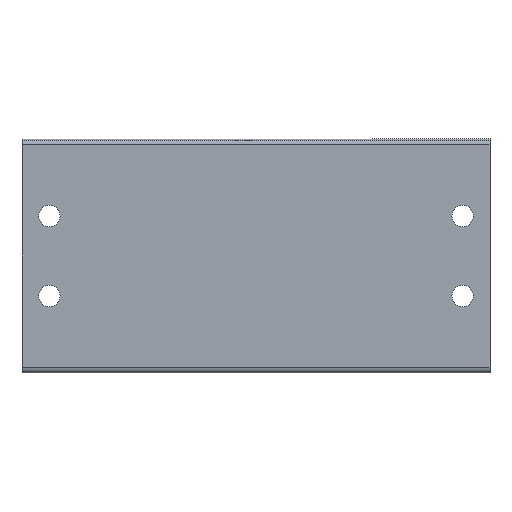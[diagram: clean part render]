
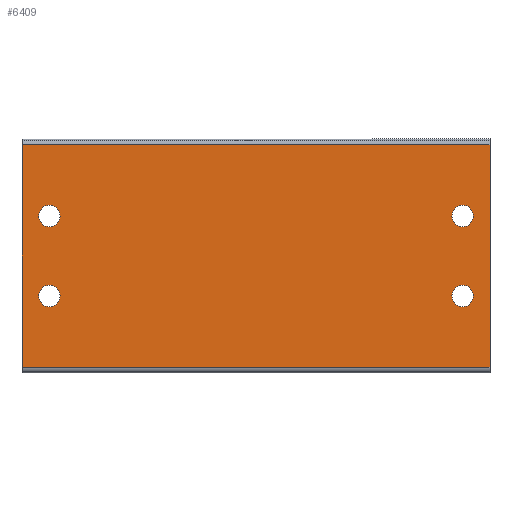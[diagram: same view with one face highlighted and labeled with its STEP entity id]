
A CAD part, front view. The second image highlights one B-rep face of the part: STEP entity #6409.
In plain terms, the highlighted face is planar.
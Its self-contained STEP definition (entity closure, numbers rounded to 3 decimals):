
#141=CARTESIAN_POINT('',(74.25,-10.25,-10.0));
#142=VERTEX_POINT('',#141);
#151=CARTESIAN_POINT('',(79.75,-10.25,-10.0));
#152=VERTEX_POINT('',#151);
#153=CARTESIAN_POINT('',(77.0,-10.25,-10.0));
#154=DIRECTION('',(0.0,0.0,1.0));
#155=DIRECTION('',(-1.0,0.0,0.0));
#156=AXIS2_PLACEMENT_3D('',#153,#154,#155);
#157=CIRCLE('',#156,2.75);
#158=EDGE_CURVE('',#152,#142,#157,.T.);
#183=CARTESIAN_POINT('',(-31.75,-10.25,-10.0));
#184=VERTEX_POINT('',#183);
#193=CARTESIAN_POINT('',(-26.25,-10.25,-10.0));
#194=VERTEX_POINT('',#193);
#195=CARTESIAN_POINT('',(-29.,-10.25,-10.0));
#196=DIRECTION('',(0.0,0.0,1.0));
#197=DIRECTION('',(-1.0,0.0,0.0));
#198=AXIS2_PLACEMENT_3D('',#195,#196,#197);
#199=CIRCLE('',#198,2.75);
#200=EDGE_CURVE('',#194,#184,#199,.T.);
#225=CARTESIAN_POINT('',(-31.75,10.25,-10.0));
#226=VERTEX_POINT('',#225);
#235=CARTESIAN_POINT('',(-26.25,10.25,-10.0));
#236=VERTEX_POINT('',#235);
#237=CARTESIAN_POINT('',(-29.,10.25,-10.0));
#238=DIRECTION('',(0.0,0.0,1.0));
#239=DIRECTION('',(-1.0,0.0,0.0));
#240=AXIS2_PLACEMENT_3D('',#237,#238,#239);
#241=CIRCLE('',#240,2.75);
#242=EDGE_CURVE('',#236,#226,#241,.T.);
#267=CARTESIAN_POINT('',(74.25,10.25,-10.0));
#268=VERTEX_POINT('',#267);
#277=CARTESIAN_POINT('',(79.75,10.25,-10.0));
#278=VERTEX_POINT('',#277);
#279=CARTESIAN_POINT('',(77.0,10.25,-10.0));
#280=DIRECTION('',(0.0,0.0,1.0));
#281=DIRECTION('',(-1.0,0.0,0.0));
#282=AXIS2_PLACEMENT_3D('',#279,#280,#281);
#283=CIRCLE('',#282,2.75);
#284=EDGE_CURVE('',#278,#268,#283,.T.);
#3093=CARTESIAN_POINT('',(-36.0,-28.5,-10.0));
#3094=VERTEX_POINT('',#3093);
#3102=CARTESIAN_POINT('',(84.,-28.5,-10.0));
#3103=VERTEX_POINT('',#3102);
#3104=CARTESIAN_POINT('',(-36.0,-28.5,-10.0));
#3105=DIRECTION('',(1.0,0.0,0.0));
#3106=VECTOR('',#3105,120.);
#3107=LINE('',#3104,#3106);
#3108=EDGE_CURVE('',#3094,#3103,#3107,.T.);
#3219=CARTESIAN_POINT('',(84.0,28.5,-10.0));
#3220=VERTEX_POINT('',#3219);
#3228=CARTESIAN_POINT('',(-36.0,28.5,-10.0));
#3229=VERTEX_POINT('',#3228);
#3230=CARTESIAN_POINT('',(84.0,28.5,-10.0));
#3231=DIRECTION('',(-1.0,0.0,0.0));
#3232=VECTOR('',#3231,120.0);
#3233=LINE('',#3230,#3232);
#3234=EDGE_CURVE('',#3220,#3229,#3233,.T.);
#3333=CARTESIAN_POINT('',(84.,-28.5,-10.0));
#3334=DIRECTION('',(0.0,1.0,0.0));
#3335=VECTOR('',#3334,57.);
#3336=LINE('',#3333,#3335);
#3337=EDGE_CURVE('',#3103,#3220,#3336,.T.);
#6258=CARTESIAN_POINT('',(77.0,10.25,-10.0));
#6259=DIRECTION('',(0.0,0.0,1.0));
#6260=DIRECTION('',(-1.0,0.0,0.0));
#6261=AXIS2_PLACEMENT_3D('',#6258,#6259,#6260);
#6262=CIRCLE('',#6261,2.75);
#6263=EDGE_CURVE('',#268,#278,#6262,.T.);
#6282=CARTESIAN_POINT('',(-29.,10.25,-10.0));
#6283=DIRECTION('',(0.0,0.0,1.0));
#6284=DIRECTION('',(-1.0,0.0,0.0));
#6285=AXIS2_PLACEMENT_3D('',#6282,#6283,#6284);
#6286=CIRCLE('',#6285,2.75);
#6287=EDGE_CURVE('',#226,#236,#6286,.T.);
#6306=CARTESIAN_POINT('',(-29.,-10.25,-10.0));
#6307=DIRECTION('',(0.0,0.0,1.0));
#6308=DIRECTION('',(-1.0,0.0,0.0));
#6309=AXIS2_PLACEMENT_3D('',#6306,#6307,#6308);
#6310=CIRCLE('',#6309,2.75);
#6311=EDGE_CURVE('',#184,#194,#6310,.T.);
#6330=CARTESIAN_POINT('',(77.0,-10.25,-10.0));
#6331=DIRECTION('',(0.0,0.0,1.0));
#6332=DIRECTION('',(-1.0,0.0,0.0));
#6333=AXIS2_PLACEMENT_3D('',#6330,#6331,#6332);
#6334=CIRCLE('',#6333,2.75);
#6335=EDGE_CURVE('',#142,#152,#6334,.T.);
#6346=CARTESIAN_POINT('',(-36.0,28.5,-10.0));
#6347=DIRECTION('',(0.0,-1.0,0.0));
#6348=VECTOR('',#6347,57.);
#6349=LINE('',#6346,#6348);
#6350=EDGE_CURVE('',#3229,#3094,#6349,.T.);
#6382=CARTESIAN_POINT('',(24.0,0.,-10.0));
#6383=DIRECTION('',(0.0,0.0,1.0));
#6384=DIRECTION('',(1.0,0.0,0.0));
#6385=AXIS2_PLACEMENT_3D('',#6382,#6383,#6384);
#6386=PLANE('',#6385);
#6387=ORIENTED_EDGE('',*,*,#3234,.F.);
#6388=ORIENTED_EDGE('',*,*,#3337,.F.);
#6389=ORIENTED_EDGE('',*,*,#3108,.F.);
#6390=ORIENTED_EDGE('',*,*,#6350,.F.);
#6391=EDGE_LOOP('',(#6387,#6388,#6389,#6390));
#6392=FACE_OUTER_BOUND('',#6391,.T.);
#6393=ORIENTED_EDGE('',*,*,#284,.T.);
#6394=ORIENTED_EDGE('',*,*,#6263,.T.);
#6395=EDGE_LOOP('',(#6393,#6394));
#6396=FACE_BOUND('',#6395,.T.);
#6397=ORIENTED_EDGE('',*,*,#242,.T.);
#6398=ORIENTED_EDGE('',*,*,#6287,.T.);
#6399=EDGE_LOOP('',(#6397,#6398));
#6400=FACE_BOUND('',#6399,.T.);
#6401=ORIENTED_EDGE('',*,*,#200,.T.);
#6402=ORIENTED_EDGE('',*,*,#6311,.T.);
#6403=EDGE_LOOP('',(#6401,#6402));
#6404=FACE_BOUND('',#6403,.T.);
#6405=ORIENTED_EDGE('',*,*,#158,.T.);
#6406=ORIENTED_EDGE('',*,*,#6335,.T.);
#6407=EDGE_LOOP('',(#6405,#6406));
#6408=FACE_BOUND('',#6407,.T.);
#6409=ADVANCED_FACE('',(#6392,#6396,#6400,#6404,#6408),#6386,.F.);
